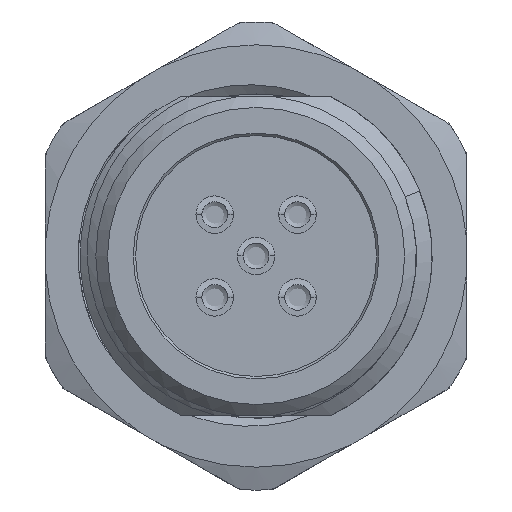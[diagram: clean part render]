
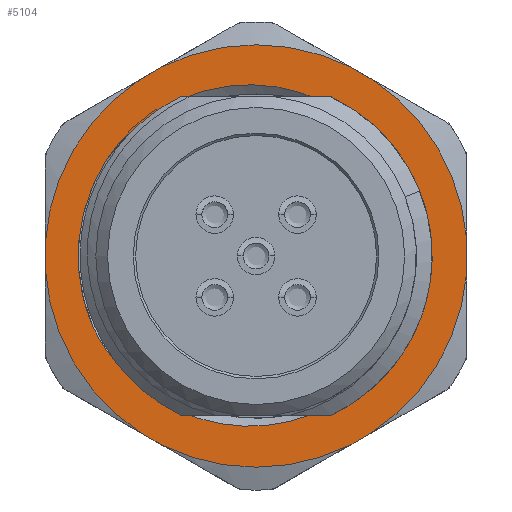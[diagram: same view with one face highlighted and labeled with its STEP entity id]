
A CAD part, left-side view. The second image highlights one B-rep face of the part: STEP entity #5104.
In plain terms, the highlighted planar face has unit normal (-1, 0, 0).
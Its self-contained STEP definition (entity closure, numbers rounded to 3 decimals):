
#331=PLANE('',#5744);
#440=B_SPLINE_CURVE_WITH_KNOTS('',3,(#20068,#20069,#20070,#20071,#20072,
#20073,#20074),.UNSPECIFIED.,.F.,.F.,(4,1,1,1,4),(0.,
0.004,0.009,0.013,0.017),
 .UNSPECIFIED.);
#441=B_SPLINE_CURVE_WITH_KNOTS('',3,(#20078,#20079,#20080,#20081,#20082,
#20083,#20084),.UNSPECIFIED.,.F.,.F.,(4,1,1,1,4),(0.,
0.004,0.009,0.013,0.017),
 .UNSPECIFIED.);
#663=LINE('',#20085,#870);
#664=LINE('',#20090,#871);
#665=LINE('',#20094,#872);
#666=LINE('',#20098,#873);
#667=LINE('',#20102,#874);
#668=LINE('',#20106,#875);
#870=VECTOR('',#7046,1000.);
#871=VECTOR('',#7049,1000.);
#872=VECTOR('',#7052,1000.);
#873=VECTOR('',#7055,1000.);
#874=VECTOR('',#7058,1000.);
#875=VECTOR('',#7061,1000.);
#2006=ORIENTED_EDGE('',*,*,#2796,.F.);
#2007=ORIENTED_EDGE('',*,*,#2797,.T.);
#2008=ORIENTED_EDGE('',*,*,#2798,.T.);
#2009=ORIENTED_EDGE('',*,*,#2799,.T.);
#2010=ORIENTED_EDGE('',*,*,#2800,.F.);
#2011=ORIENTED_EDGE('',*,*,#2801,.T.);
#2012=ORIENTED_EDGE('',*,*,#2802,.F.);
#2013=ORIENTED_EDGE('',*,*,#2803,.T.);
#2014=ORIENTED_EDGE('',*,*,#2804,.F.);
#2015=ORIENTED_EDGE('',*,*,#2805,.T.);
#2016=ORIENTED_EDGE('',*,*,#2806,.F.);
#2017=ORIENTED_EDGE('',*,*,#2807,.T.);
#2018=ORIENTED_EDGE('',*,*,#2808,.F.);
#2019=ORIENTED_EDGE('',*,*,#2809,.T.);
#2020=ORIENTED_EDGE('',*,*,#2810,.F.);
#2021=ORIENTED_EDGE('',*,*,#2811,.T.);
#2796=EDGE_CURVE('',#3331,#3332,#3653,.T.);
#2797=EDGE_CURVE('',#3331,#3333,#440,.T.);
#2798=EDGE_CURVE('',#3333,#3334,#3654,.F.);
#2799=EDGE_CURVE('',#3334,#3332,#441,.T.);
#2800=EDGE_CURVE('',#3335,#3336,#663,.T.);
#2801=EDGE_CURVE('',#3335,#3337,#3655,.F.);
#2802=EDGE_CURVE('',#3338,#3337,#664,.T.);
#2803=EDGE_CURVE('',#3338,#3339,#3656,.F.);
#2804=EDGE_CURVE('',#3340,#3339,#665,.T.);
#2805=EDGE_CURVE('',#3340,#3341,#3657,.F.);
#2806=EDGE_CURVE('',#3342,#3341,#666,.T.);
#2807=EDGE_CURVE('',#3342,#3343,#3658,.F.);
#2808=EDGE_CURVE('',#3344,#3343,#667,.T.);
#2809=EDGE_CURVE('',#3344,#3345,#3659,.F.);
#2810=EDGE_CURVE('',#3346,#3345,#668,.T.);
#2811=EDGE_CURVE('',#3346,#3336,#3660,.F.);
#3331=VERTEX_POINT('',#20066);
#3332=VERTEX_POINT('',#20067);
#3333=VERTEX_POINT('',#20075);
#3334=VERTEX_POINT('',#20077);
#3335=VERTEX_POINT('',#20086);
#3336=VERTEX_POINT('',#20087);
#3337=VERTEX_POINT('',#20089);
#3338=VERTEX_POINT('',#20091);
#3339=VERTEX_POINT('',#20093);
#3340=VERTEX_POINT('',#20095);
#3341=VERTEX_POINT('',#20097);
#3342=VERTEX_POINT('',#20099);
#3343=VERTEX_POINT('',#20101);
#3344=VERTEX_POINT('',#20103);
#3345=VERTEX_POINT('',#20105);
#3346=VERTEX_POINT('',#20107);
#3653=CIRCLE('',#5745,7.6);
#3654=CIRCLE('',#5746,6.93);
#3655=CIRCLE('',#5747,9.024);
#3656=CIRCLE('',#5748,9.024);
#3657=CIRCLE('',#5749,9.024);
#3658=CIRCLE('',#5750,9.024);
#3659=CIRCLE('',#5751,9.024);
#3660=CIRCLE('',#5752,9.024);
#4142=EDGE_LOOP('',(#2006,#2007,#2008,#2009));
#4143=EDGE_LOOP('',(#2010,#2011,#2012,#2013,#2014,#2015,#2016,#2017,#2018,
#2019,#2020,#2021));
#4649=FACE_BOUND('',#4142,.T.);
#4650=FACE_BOUND('',#4143,.T.);
#5104=ADVANCED_FACE('',(#4649,#4650),#331,.F.);
#5744=AXIS2_PLACEMENT_3D('',#20064,#7040,#7041);
#5745=AXIS2_PLACEMENT_3D('',#20065,#7042,#7043);
#5746=AXIS2_PLACEMENT_3D('',#20076,#7044,#7045);
#5747=AXIS2_PLACEMENT_3D('',#20088,#7047,#7048);
#5748=AXIS2_PLACEMENT_3D('',#20092,#7050,#7051);
#5749=AXIS2_PLACEMENT_3D('',#20096,#7053,#7054);
#5750=AXIS2_PLACEMENT_3D('',#20100,#7056,#7057);
#5751=AXIS2_PLACEMENT_3D('',#20104,#7059,#7060);
#5752=AXIS2_PLACEMENT_3D('',#20108,#7062,#7063);
#7040=DIRECTION('',(1.,0.,0.));
#7041=DIRECTION('',(0.,0.,-1.));
#7042=DIRECTION('',(-1.,0.,0.));
#7043=DIRECTION('',(0.,1.,0.));
#7044=DIRECTION('',(-1.,0.,0.));
#7045=DIRECTION('',(0.,0.,1.));
#7046=DIRECTION('',(0.,1.,0.));
#7047=DIRECTION('',(1.,0.,0.));
#7048=DIRECTION('',(0.,0.,-1.));
#7049=DIRECTION('',(0.,0.498,-0.867));
#7050=DIRECTION('',(1.,0.,0.));
#7051=DIRECTION('',(0.,0.,-1.));
#7052=DIRECTION('',(0.,-0.498,-0.867));
#7053=DIRECTION('',(1.,0.,0.));
#7054=DIRECTION('',(0.,0.,-1.));
#7055=DIRECTION('',(0.,-1.,0.));
#7056=DIRECTION('',(1.,0.,0.));
#7057=DIRECTION('',(0.,0.,-1.));
#7058=DIRECTION('',(0.,-0.497,0.868));
#7059=DIRECTION('',(1.,0.,0.));
#7060=DIRECTION('',(0.,0.,-1.));
#7061=DIRECTION('',(0.,0.497,0.868));
#7062=DIRECTION('',(1.,0.,0.));
#7063=DIRECTION('',(0.,0.,-1.));
#20064=CARTESIAN_POINT('',(-1.5,0.,0.));
#20065=CARTESIAN_POINT('',(-1.5,0.,0.));
#20066=CARTESIAN_POINT('',(-1.5,-4.081,6.411));
#20067=CARTESIAN_POINT('',(-1.5,3.02,6.974));
#20068=CARTESIAN_POINT('',(-1.5,-4.081,6.411));
#20069=CARTESIAN_POINT('',(-1.5,-5.265,5.593));
#20070=CARTESIAN_POINT('',(-1.5,-7.132,3.294));
#20071=CARTESIAN_POINT('',(-1.5,-7.622,-1.136));
#20072=CARTESIAN_POINT('',(-1.5,-5.55,-5.108));
#20073=CARTESIAN_POINT('',(-1.5,-2.928,-6.508));
#20074=CARTESIAN_POINT('',(-1.5,-1.511,-6.763));
#20075=CARTESIAN_POINT('',(-1.5,-1.511,-6.763));
#20076=CARTESIAN_POINT('',(-1.5,0.,0.));
#20077=CARTESIAN_POINT('',(-1.5,2.558,-6.441));
#20078=CARTESIAN_POINT('',(-1.5,2.558,-6.441));
#20079=CARTESIAN_POINT('',(-1.5,3.917,-5.964));
#20080=CARTESIAN_POINT('',(-1.5,6.29,-4.163));
#20081=CARTESIAN_POINT('',(-1.5,7.705,0.074));
#20082=CARTESIAN_POINT('',(-1.5,6.523,4.38));
#20083=CARTESIAN_POINT('',(-1.5,4.318,6.354));
#20084=CARTESIAN_POINT('',(-1.5,3.02,6.974));
#20085=CARTESIAN_POINT('',(-1.5,-4.376,-8.992));
#20086=CARTESIAN_POINT('',(-1.5,-0.764,-8.992));
#20087=CARTESIAN_POINT('',(-1.5,0.764,-8.992));
#20088=CARTESIAN_POINT('',(-1.5,0.,0.));
#20089=CARTESIAN_POINT('',(-1.5,-7.542,-4.955));
#20090=CARTESIAN_POINT('',(-1.5,-9.974,-0.725));
#20091=CARTESIAN_POINT('',(-1.5,-8.078,-4.024));
#20092=CARTESIAN_POINT('',(-1.5,0.,0.));
#20093=CARTESIAN_POINT('',(-1.5,-8.078,4.024));
#20094=CARTESIAN_POINT('',(-1.5,-5.646,8.254));
#20095=CARTESIAN_POINT('',(-1.5,-7.542,4.955));
#20096=CARTESIAN_POINT('',(-1.5,0.,0.));
#20097=CARTESIAN_POINT('',(-1.5,-0.537,9.008));
#20098=CARTESIAN_POINT('',(-1.5,4.342,9.008));
#20099=CARTESIAN_POINT('',(-1.5,0.537,9.008));
#20100=CARTESIAN_POINT('',(-1.5,0.,0.));
#20101=CARTESIAN_POINT('',(-1.5,7.551,4.941));
#20102=CARTESIAN_POINT('',(-1.5,9.975,0.706));
#20103=CARTESIAN_POINT('',(-1.5,8.085,4.008));
#20104=CARTESIAN_POINT('',(-1.5,0.,0.));
#20105=CARTESIAN_POINT('',(-1.5,8.085,-4.008));
#20106=CARTESIAN_POINT('',(-1.5,5.661,-8.243));
#20107=CARTESIAN_POINT('',(-1.5,7.551,-4.941));
#20108=CARTESIAN_POINT('',(-1.5,0.,0.));
